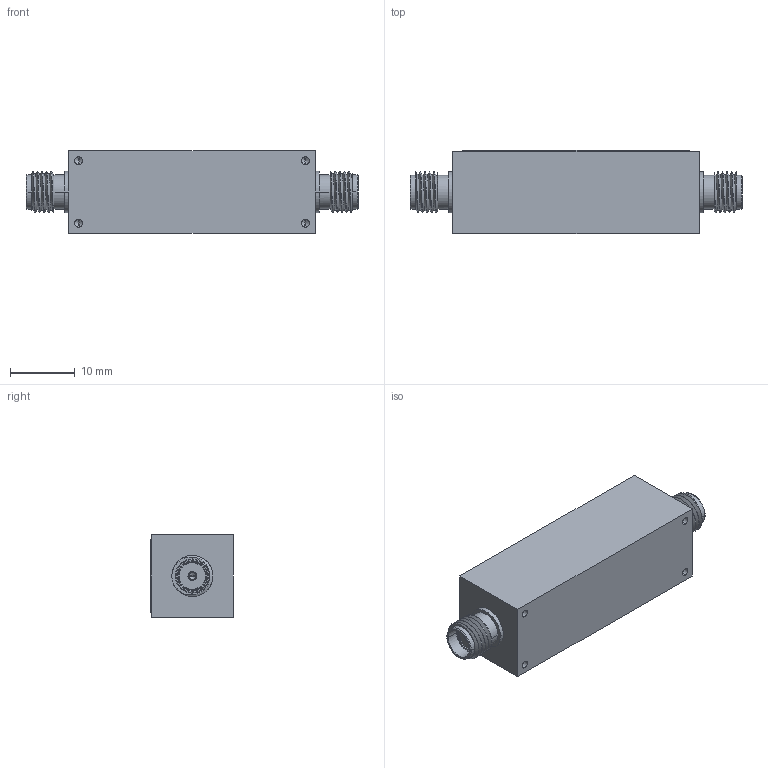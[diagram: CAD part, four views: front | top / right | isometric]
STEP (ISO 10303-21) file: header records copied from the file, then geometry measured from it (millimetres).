
FILE_DESCRIPTION (( 'STEP AP214' ), '1' );
FILE_NAME ('10BP300-100-3B-SFF.STEP', '2025-07-11T20:07:12', ( '' ), ( '' ), 'SwSTEP 2.0', 'SolidWorks 2024', '' );
FILE_SCHEMA (( 'AUTOMOTIVE_DESIGN' ));
Length unit declared in the file: millimetre
Products named in the file (1): 10BP300-100-3B-SFF
Bounding box: 51.31 x 12.83 x 12.7 mm (x, y, z)
Volume: 6586.2 mm3; surface area: 3877.3 mm2
Topology: 4 solids, 6 shells, 1142 faces, 3985 edges, 2961 vertices
Faces by surface type: cylinder 564, torus 420, plane 138, cone 16, bspline 4
Entity records: 62780 total; most frequent: CARTESIAN_POINT 29056, ORIENTED_EDGE 7938, DIRECTION 6315, EDGE_CURVE 3969, VERTEX_POINT 2961, AXIS2_PLACEMENT_3D 2577, CIRCLE 1438, B_SPLINE_CURVE_WITH_KNOTS 1326
